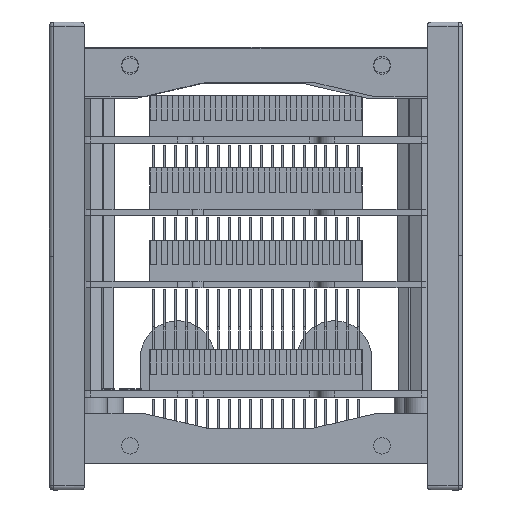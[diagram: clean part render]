
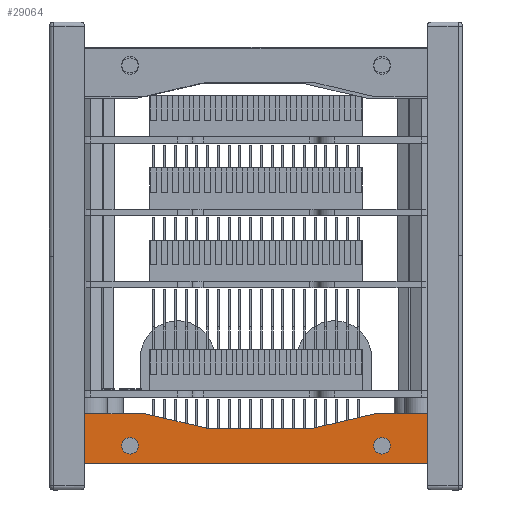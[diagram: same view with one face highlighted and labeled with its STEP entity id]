
A CAD part, left-side view. The second image highlights one B-rep face of the part: STEP entity #29064.
In plain terms, the highlighted planar face has unit normal (-1, 0, 0).
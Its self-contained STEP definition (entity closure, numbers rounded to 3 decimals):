
#797=FACE_BOUND('',#4274,.T.);
#798=FACE_BOUND('',#4275,.T.);
#1001=PLANE('',#31123);
#2471=FACE_OUTER_BOUND('',#4273,.T.);
#4273=EDGE_LOOP('',(#20743,#20744,#20745,#20746,#20747,#20748,#20749,#20750));
#4274=EDGE_LOOP('',(#20751));
#4275=EDGE_LOOP('',(#20752));
#6296=LINE('',#41199,#9804);
#6300=LINE('',#41206,#9808);
#6306=LINE('',#41221,#9814);
#6309=LINE('',#41226,#9817);
#6312=LINE('',#41231,#9820);
#6320=LINE('',#41257,#9828);
#6321=LINE('',#41259,#9829);
#6322=LINE('',#41260,#9830);
#9804=VECTOR('',#33398,10.);
#9808=VECTOR('',#33404,10.);
#9814=VECTOR('',#33418,10.);
#9817=VECTOR('',#33423,10.);
#9820=VECTOR('',#33430,10.);
#9828=VECTOR('',#33456,10.);
#9829=VECTOR('',#33457,10.);
#9830=VECTOR('',#33458,10.);
#13269=CIRCLE('',#31121,2.);
#13270=CIRCLE('',#31124,2.);
#13731=VERTEX_POINT('',#41196);
#13732=VERTEX_POINT('',#41198);
#13734=VERTEX_POINT('',#41204);
#13738=VERTEX_POINT('',#41219);
#13739=VERTEX_POINT('',#41220);
#13740=VERTEX_POINT('',#41225);
#13748=VERTEX_POINT('',#41251);
#13749=VERTEX_POINT('',#41256);
#13750=VERTEX_POINT('',#41258);
#13751=VERTEX_POINT('',#41261);
#16503=EDGE_CURVE('',#13731,#13732,#6296,.T.);
#16507=EDGE_CURVE('',#13734,#13731,#6300,.T.);
#16515=EDGE_CURVE('',#13738,#13739,#6306,.T.);
#16518=EDGE_CURVE('',#13739,#13740,#6309,.T.);
#16521=EDGE_CURVE('',#13738,#13732,#6312,.T.);
#16532=EDGE_CURVE('',#13748,#13748,#13269,.T.);
#16533=EDGE_CURVE('',#13749,#13734,#6320,.T.);
#16534=EDGE_CURVE('',#13749,#13750,#6321,.T.);
#16535=EDGE_CURVE('',#13750,#13740,#6322,.T.);
#16536=EDGE_CURVE('',#13751,#13751,#13270,.T.);
#20743=ORIENTED_EDGE('',*,*,#16503,.F.);
#20744=ORIENTED_EDGE('',*,*,#16507,.F.);
#20745=ORIENTED_EDGE('',*,*,#16533,.F.);
#20746=ORIENTED_EDGE('',*,*,#16534,.T.);
#20747=ORIENTED_EDGE('',*,*,#16535,.T.);
#20748=ORIENTED_EDGE('',*,*,#16518,.F.);
#20749=ORIENTED_EDGE('',*,*,#16515,.F.);
#20750=ORIENTED_EDGE('',*,*,#16521,.T.);
#20751=ORIENTED_EDGE('',*,*,#16536,.F.);
#20752=ORIENTED_EDGE('',*,*,#16532,.F.);
#29064=ADVANCED_FACE('',(#2471,#797,#798),#1001,.T.);
#31121=AXIS2_PLACEMENT_3D('',#41253,#33450,#33451);
#31123=AXIS2_PLACEMENT_3D('',#41255,#33454,#33455);
#31124=AXIS2_PLACEMENT_3D('',#41262,#33459,#33460);
#33398=DIRECTION('',(0.,-0.227,0.974));
#33404=DIRECTION('',(0.,0.,1.));
#33418=DIRECTION('',(0.,0.227,0.974));
#33423=DIRECTION('',(0.,0.,1.));
#33430=DIRECTION('',(0.,0.,-1.));
#33450=DIRECTION('center_axis',(-1.,0.,0.));
#33451=DIRECTION('ref_axis',(0.,1.,0.));
#33454=DIRECTION('center_axis',(-1.,0.,0.));
#33455=DIRECTION('ref_axis',(0.,0.,1.));
#33456=DIRECTION('',(0.,1.,0.));
#33457=DIRECTION('',(0.,0.,1.));
#33458=DIRECTION('',(0.,1.,0.));
#33459=DIRECTION('center_axis',(-1.,0.,0.));
#33460=DIRECTION('ref_axis',(0.,1.,0.));
#41196=CARTESIAN_POINT('',(-50.,12.,-27.));
#41198=CARTESIAN_POINT('',(-50.,8.5,-12.));
#41199=CARTESIAN_POINT('',(-50.,12.42,-28.798));
#41204=CARTESIAN_POINT('',(-50.,12.,-41.5));
#41206=CARTESIAN_POINT('',(-50.,12.,41.5));
#41219=CARTESIAN_POINT('',(-50.,8.5,14.));
#41220=CARTESIAN_POINT('',(-50.,12.,29.));
#41221=CARTESIAN_POINT('',(-50.,3.015,-9.508));
#41225=CARTESIAN_POINT('',(-50.,12.,41.5));
#41226=CARTESIAN_POINT('',(-50.,12.,41.5));
#41231=CARTESIAN_POINT('',(-50.,8.5,-13.75));
#41251=CARTESIAN_POINT('',(-50.,2.2,30.5));
#41253=CARTESIAN_POINT('Origin',(-50.,4.2,30.5));
#41255=CARTESIAN_POINT('Origin',(-50.,0.,-41.5));
#41256=CARTESIAN_POINT('',(-50.,0.,-41.5));
#41257=CARTESIAN_POINT('',(-50.,0.,-41.5));
#41258=CARTESIAN_POINT('',(-50.,0.,41.5));
#41259=CARTESIAN_POINT('',(-50.,0.,-41.5));
#41260=CARTESIAN_POINT('',(-50.,0.,41.5));
#41261=CARTESIAN_POINT('',(-50.,2.2,-30.5));
#41262=CARTESIAN_POINT('Origin',(-50.,4.2,-30.5));
